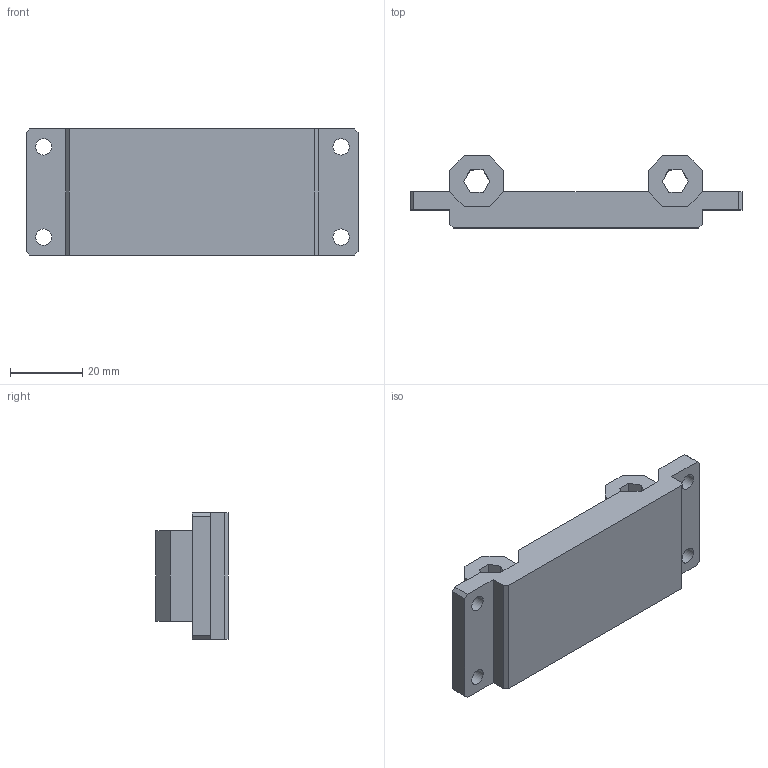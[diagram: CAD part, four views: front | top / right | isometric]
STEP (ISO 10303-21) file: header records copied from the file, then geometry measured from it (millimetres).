
FILE_DESCRIPTION(/* description */ (''),/* implementation_level */ '2;1');
FILE_NAME(/* name */ 'OSM - Front Middle Bracket.step',/* time_stamp */ '2024-06-15T10:37:11-04:00',/* author */ (''),/* organization */ (''),/* preprocessor_version */ 'ST-DEVELOPER v20',/* originating_system */ 'Autodesk Translation Framework v13.14.0.145',/* authorisation */ '');
FILE_SCHEMA (('AUTOMOTIVE_DESIGN { 1 0 10303 214 3 1 1 }'));
Length unit declared in the file: millimetre
Products named in the file (1): Core
Bounding box: 92 x 20 x 35 mm (x, y, z)
Volume: 32123.4 mm3; surface area: 11170.1 mm2
Topology: 1 solids, 1 shells, 60 faces, 166 edges, 108 vertices
Faces by surface type: plane 56, cylinder 4
Full cylindrical faces by diameter (mm): 4.5 x4
Entity records: 1920 total; most frequent: CARTESIAN_POINT 335, ORIENTED_EDGE 332, DIRECTION 296, EDGE_CURVE 166, LINE 158, VECTOR 158, VERTEX_POINT 108, EDGE_LOOP 72
